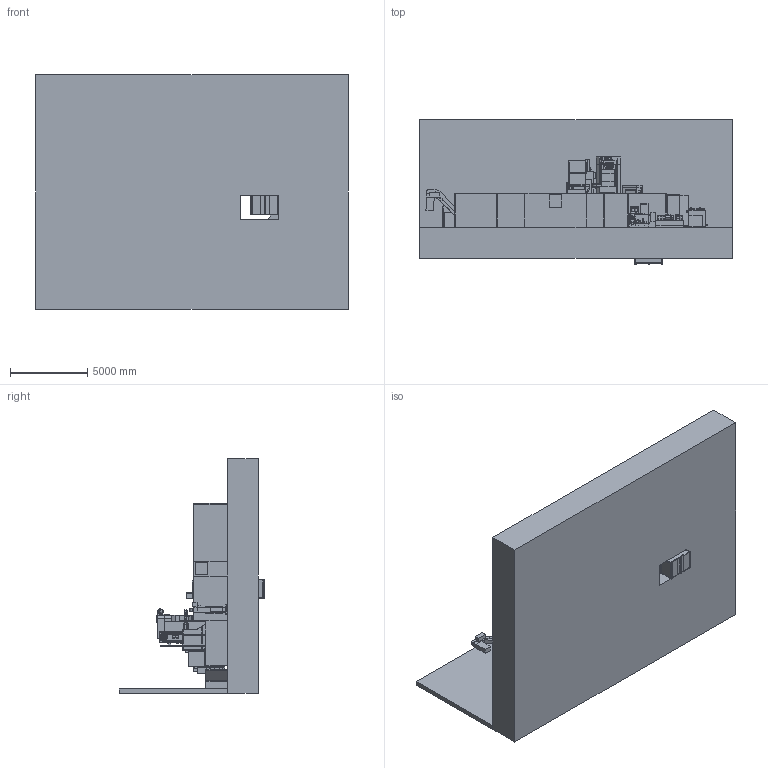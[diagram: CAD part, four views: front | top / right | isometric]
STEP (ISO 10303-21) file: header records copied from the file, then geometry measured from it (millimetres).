
FILE_DESCRIPTION (( 'STEP AP214' ), '1' );
FILE_NAME ('LAYOUT SPEEDMILL PMS V2.0.step', '2024-10-23T08:45:03', ( '' ), ( '' ), 'SwSTEP 2.0', 'SolidWorks 2023', '' );
FILE_SCHEMA (( 'AUTOMOTIVE_DESIGN' ));
Length unit declared in the file: millimetre
Products named in the file (42): S001791_CORSA V=0; B=0°; S003543_Y=2500; S002481_ANTE APERTE; S002945_default; S003505_TM 2 RUOTE ISO 50; S001570_RETE - 1000 L; S001725_DRW6 (A = 0°); S002852_PROLUNGA (L=300); S001789; S002727_INTERASSE=1000; S003510_ISO 50 - RIPOSO; S003351_LAMIERA; S002835_X=6000; S003479_NO CARTERATURA; S000887; S001790_1800x2200 (PASSO CAVA = 160) SM. 200x200; S001787_CORSA V=2100; S003085_Lato TM - Inf. 2-3 2R; S003496_TM 60 - 130; S002726_ATC con utensili orizzontali; S000885_L=895; S002736_X=5000..15000; S003498_TM 60-130; S003389; S003488_MDD Z=1200; S003165; S002847_X=6000; S003164; S003390; S001576_DEFAULT<A macchina>; S001568_1000 L; LAYOUT SPEEDMILL PMS V2.0; S003541_X=MIN; Y=MIN; Z=MIN; W=MIN; S003507_TM 2R  H3950; S003182_Lato PO - Inf. 2-3; S002841; S003509_BORING - CORTA; S002770_L=8000; S000047; S003527 ...
Assembly tree (42 placements, depth 4):
  LAYOUT SPEEDMILL PMS V2.0
    S003527
    S003541_X=MIN; Y=MIN; Z=MIN; W=MIN
      S002770_L=8000
      S002847_X=6000
      S002835_X=6000
      S002736_X=5000..15000
      S003543_Y=2500
      S002841
      S002852_PROLUNGA (L=300)  x2
      S003479_NO CARTERATURA
      S003488_MDD Z=1200
      S003505_TM 2 RUOTE ISO 50
      S003507_TM 2R  H3950
      S003085_Lato TM - Inf. 2-3 2R
      S003165
      S003164
      S003182_Lato PO - Inf. 2-3
      S003498_TM 60-130
        S003496_TM 60 - 130
      S003510_ISO 50 - RIPOSO
        S003509_BORING - CORTA
        S002726_ATC con utensili orizzontali
        S002727_INTERASSE=1000
    S001560_2 (1+1) POSTI
    S003351_LAMIERA
    S001791_CORSA V=0; B=0°
      S001787_CORSA V=2100
      S001789
      S001790_1800x2200 (PASSO CAVA = 160) SM. 200x200
    S000047
    S002481_ANTE APERTE
    S001570_RETE - 1000 L
      S001568_1000 L
    S003389
    S003390
    S001576_DEFAULT<A macchina>
    S002945_default
    S001725_DRW6 (A = 0°)
      S001726_SPEEDMILL 2000-3000
      S000885_L=895
      S000887
Bounding box: 20240 x 9400 x 15226.5 mm (x, y, z)
Volume: 621446154875.3 mm3; surface area: 1997948082.3 mm2
Topology: 488 solids, 488 shells, 7734 faces, 19018 edges, 12300 vertices
Faces by surface type: plane 5510, cylinder 1638, cone 247, torus 164, bspline 125, sphere 50
Entity records: 238068 total; most frequent: CARTESIAN_POINT 49448, ORIENTED_EDGE 37328, DIRECTION 37057, EDGE_CURVE 18664, LINE 14593, VECTOR 14593, VERTEX_POINT 12178, AXIS2_PLACEMENT_3D 11232
